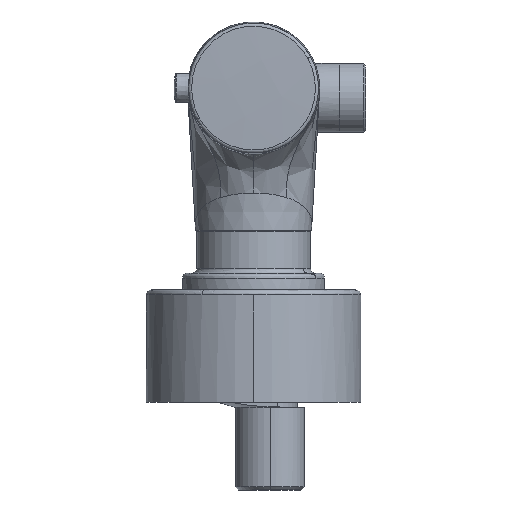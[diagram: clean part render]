
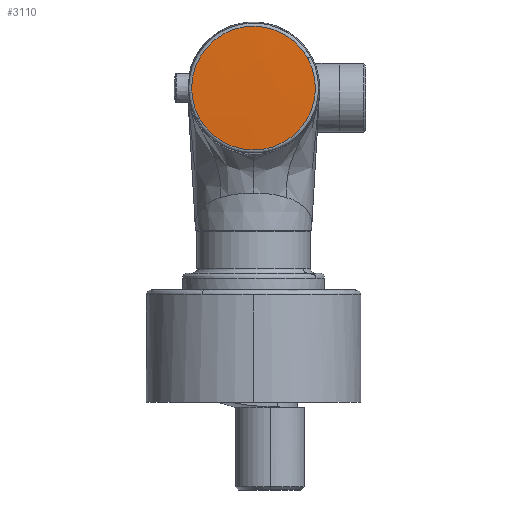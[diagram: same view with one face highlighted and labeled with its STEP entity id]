
A CAD part, left-side view. The second image highlights one B-rep face of the part: STEP entity #3110.
In plain terms, the highlighted free-form (B-spline) face has degree [3, 3] with [4, 4] control points.
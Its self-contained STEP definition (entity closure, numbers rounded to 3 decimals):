
#197 = CARTESIAN_POINT ( 'NONE',  ( -139.694, -25.869, -7.607 ) ) ;
#524 = VERTEX_POINT ( 'NONE', #6528 ) ;
#1287 = CARTESIAN_POINT ( 'NONE',  ( -140.099, -13.698, 14.671 ) ) ;
#1366 = CARTESIAN_POINT ( 'NONE',  ( -140.096, -14.762, -13.69 ) ) ;
#1870 = CARTESIAN_POINT ( 'NONE',  ( -140.008, 0., 0. ) ) ;
#1917 = VERTEX_POINT ( 'NONE', #5962 ) ;
#1925 = CARTESIAN_POINT ( 'NONE',  ( -139.696, -7.614, 25.807 ) ) ;
#2259 = CIRCLE ( 'NONE', #4265, 18.717 ) ;
#2458 = DIRECTION ( 'NONE',  ( 1., 0., 0. ) ) ;
#2625 = EDGE_CURVE ( 'NONE', #524, #1917, #4738, .T. ) ;
#3104 = CARTESIAN_POINT ( 'NONE',  ( -139.697, 7.477, -25.824 ) ) ;
#3110 = ADVANCED_FACE ( 'NONE', ( #4903 ), #4382, .T. ) ;
#3565 = ORIENTED_EDGE ( 'NONE', *, *, #2625, .F. ) ;
#3587 = CARTESIAN_POINT ( 'NONE',  ( -140.008, 0., 0. ) ) ;
#3624 = CARTESIAN_POINT ( 'NONE',  ( -140.501, -2.583, 8.603 ) ) ;
#3652 = CARTESIAN_POINT ( 'NONE',  ( -140.5, -8.674, -2.546 ) ) ;
#4055 = DIRECTION ( 'NONE',  ( 0., 0.878, -0.479 ) ) ;
#4139 = CARTESIAN_POINT ( 'NONE',  ( -140.1, 14.624, 13.673 ) ) ;
#4151 = DIRECTION ( 'NONE',  ( 0., 0.878, -0.479 ) ) ;
#4185 = CARTESIAN_POINT ( 'NONE',  ( -140.098, -19.785, 3.529 ) ) ;
#4223 = EDGE_CURVE ( 'NONE', #1917, #524, #2259, .T. ) ;
#4265 = AXIS2_PLACEMENT_3D ( 'NONE', #1870, #2458, #4055 ) ;
#4382 =( BOUNDED_SURFACE ( )  B_SPLINE_SURFACE ( 3, 3, ( 
 ( #3104, #4686, #5914, #5281 ),
 ( #6409, #5887, #6978, #4139 ),
 ( #1366, #3652, #3624, #6925 ),
 ( #197, #4185, #1287, #1925 ) ),
 .UNSPECIFIED., .F., .F., .T. ) 
 B_SPLINE_SURFACE_WITH_KNOTS ( ( 4, 4 ),
 ( 4, 4 ),
 ( 0., 1. ),
 ( 0., 1. ),
 .UNSPECIFIED. ) 
 GEOMETRIC_REPRESENTATION_ITEM ( )  RATIONAL_B_SPLINE_SURFACE ( (
 ( 1., 1., 1., 1.),
 ( 1., 0.999, 0.999, 1.),
 ( 1., 0.999, 0.999, 1.),
 ( 1., 1., 1., 1.) ) ) 
 REPRESENTATION_ITEM ( '' )  SURFACE ( )  );
#4686 = CARTESIAN_POINT ( 'NONE',  ( -140.101, 13.561, -14.688 ) ) ;
#4738 = CIRCLE ( 'NONE', #7351, 18.717 ) ;
#4903 = FACE_OUTER_BOUND ( 'NONE', #6611, .T. ) ;
#5281 = CARTESIAN_POINT ( 'NONE',  ( -139.7, 25.731, 7.591 ) ) ;
#5887 = CARTESIAN_POINT ( 'NONE',  ( -140.501, 2.445, -8.62 ) ) ;
#5914 = CARTESIAN_POINT ( 'NONE',  ( -140.102, 19.647, -3.546 ) ) ;
#5962 = CARTESIAN_POINT ( 'NONE',  ( -140.008, -16.426, 8.973 ) ) ;
#6409 = CARTESIAN_POINT ( 'NONE',  ( -140.097, -3.643, -19.764 ) ) ;
#6528 = CARTESIAN_POINT ( 'NONE',  ( -140.008, 16.426, -8.973 ) ) ;
#6591 = ORIENTED_EDGE ( 'NONE', *, *, #4223, .F. ) ;
#6611 = EDGE_LOOP ( 'NONE', ( #3565, #6591 ) ) ;
#6874 = DIRECTION ( 'NONE',  ( 1., 0., 0. ) ) ;
#6925 = CARTESIAN_POINT ( 'NONE',  ( -140.099, 3.505, 19.747 ) ) ;
#6978 = CARTESIAN_POINT ( 'NONE',  ( -140.502, 8.536, 2.529 ) ) ;
#7351 = AXIS2_PLACEMENT_3D ( 'NONE', #3587, #6874, #4151 ) ;
